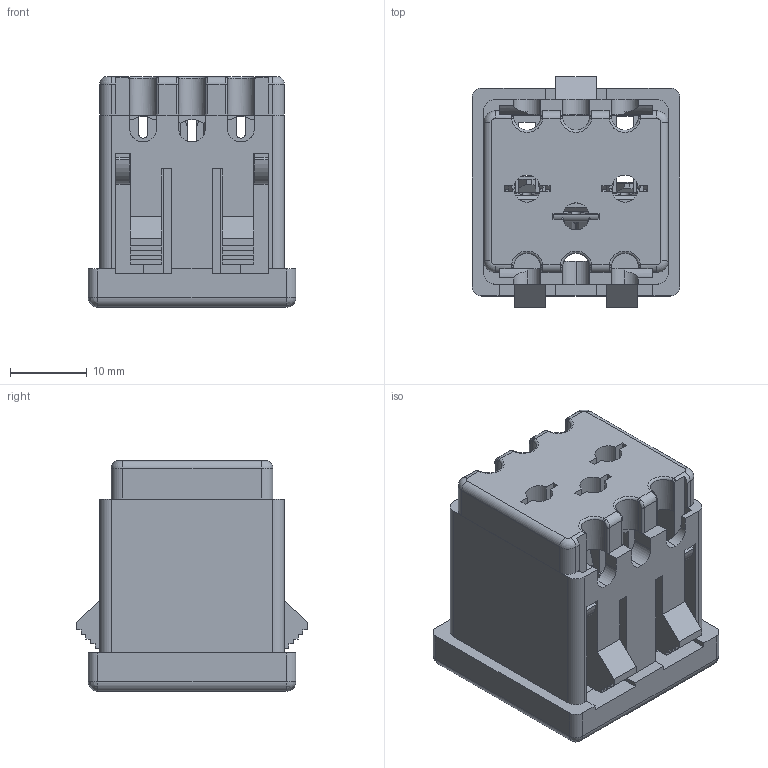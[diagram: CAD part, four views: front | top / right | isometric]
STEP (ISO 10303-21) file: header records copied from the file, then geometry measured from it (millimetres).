
FILE_DESCRIPTION (( 'STEP AP214' ), '1' );
FILE_NAME ('739W.STEP', '2020-02-25T02:20:11', ( '' ), ( '' ), 'SwSTEP 2.0', 'SolidWorks 2016', '' );
FILE_SCHEMA (( 'AUTOMOTIVE_DESIGN' ));
Length unit declared in the file: millimetre
Products named in the file (5): 739W; RF6001C; RF6001-003; RF6001-001; RF6001A
Assembly tree (5 placements, depth 2):
  739W
    RF6001A
    RF6001-001
    RF6001-003  x2
    RF6001C
Bounding box: 27 x 30 x 30 mm (x, y, z)
Volume: 9891.1 mm3; surface area: 12314.8 mm2
Topology: 7 solids, 7 shells, 771 faces, 2101 edges, 1347 vertices
Faces by surface type: plane 589, cylinder 124, torus 37, bspline 16, cone 5
Entity records: 22367 total; most frequent: CARTESIAN_POINT 4369, ORIENTED_EDGE 3824, DIRECTION 3535, EDGE_CURVE 1912, VECTOR 1563, LINE 1563, VERTEX_POINT 1230, AXIS2_PLACEMENT_3D 986
